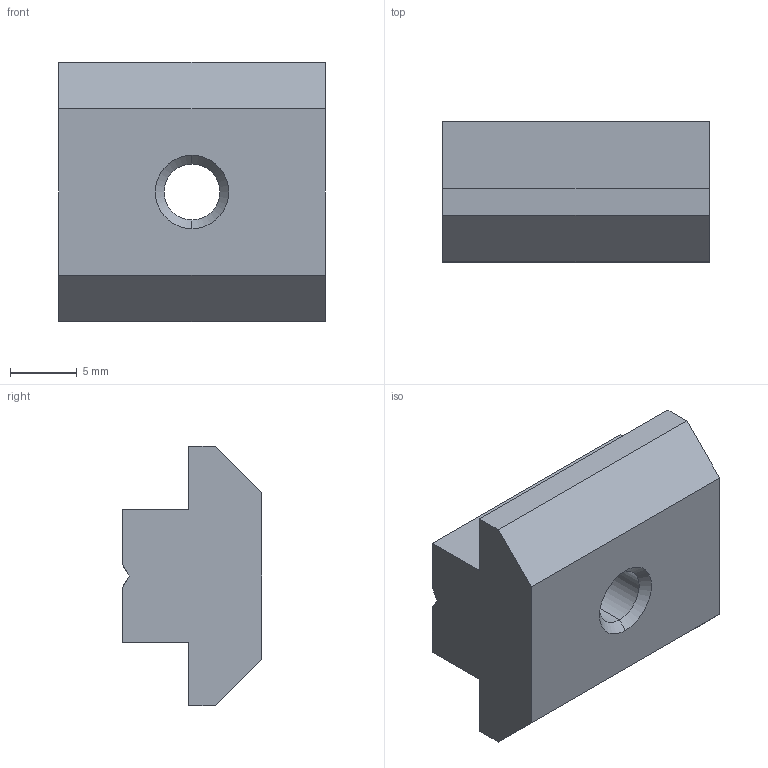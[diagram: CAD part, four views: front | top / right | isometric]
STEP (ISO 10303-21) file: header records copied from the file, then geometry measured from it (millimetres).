
FILE_DESCRIPTION(('STEP AP214'),'1');
FILE_NAME('cctmp_30B7E4BF-8248-4D5C-AFD6-504CB8D04A94_2020_1_13_11_27_15_45..stp','2020-01-13T10:27:15',('Bosch Rexroth AG'),('CADClick - www.CADClick.com'),'Spatial InterOp 3D',' ','unknown authorization - (Healing Option Enabled)');
FILE_SCHEMA(('AUTOMOTIVE_DESIGN'));
Length unit declared in the file: millimetre
Products named in the file (1): 2020_01_13__11-27-15-045
Bounding box: 20 x 10.5 x 19.5 mm (x, y, z)
Volume: 2741.1 mm3; surface area: 1512.8 mm2
Topology: 1 solids, 1 shells, 23 faces, 62 edges, 40 vertices
Faces by surface type: plane 17, cone 4, cylinder 2
Entity records: 930 total; most frequent: CARTESIAN_POINT 126, DIRECTION 124, ORIENTED_EDGE 124, EDGE_CURVE 62, LINE 48, VECTOR 48, VERTEX_POINT 40, AXIS2_PLACEMENT_3D 38
